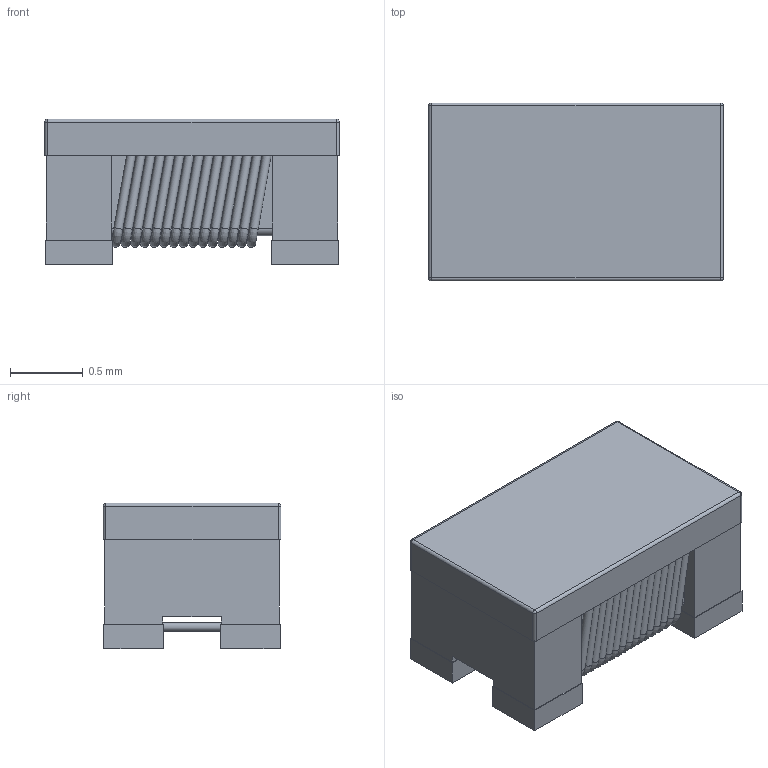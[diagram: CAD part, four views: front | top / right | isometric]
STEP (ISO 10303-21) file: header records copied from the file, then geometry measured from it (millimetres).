
FILE_DESCRIPTION(/* description */ (''),/* implementation_level */ '2;1');
FILE_NAME(/* name */ 'Murata DXW21HN.step',/* time_stamp */ '2025-07-14T19:30:57+01:00',/* author */ (''),/* organization */ (''),/* preprocessor_version */ 'ST-DEVELOPER v20.1',/* originating_system */ 'Autodesk Translation Framework v14.10.0.0',/* authorisation */ '');
FILE_SCHEMA (('AUTOMOTIVE_DESIGN { 1 0 10303 214 3 1 1 }'));
Length unit declared in the file: millimetre
Products named in the file (1): Murata DXW21HN
Bounding box: 2.02 x 1.22 x 1 mm (x, y, z)
Volume: 2 mm3; surface area: 17.9 mm2
Topology: 1 solids, 1 shells, 136 faces, 335 edges, 200 vertices
Faces by surface type: cylinder 55, plane 47, bspline 30, sphere 4
Full cylindrical faces by diameter (mm): 0.06 x45
Entity records: 9080 total; most frequent: CARTESIAN_POINT 5727, ORIENTED_EDGE 670, DIRECTION 623, EDGE_CURVE 335, AXIS2_PLACEMENT_3D 221, VERTEX_POINT 200, LINE 181, VECTOR 181
